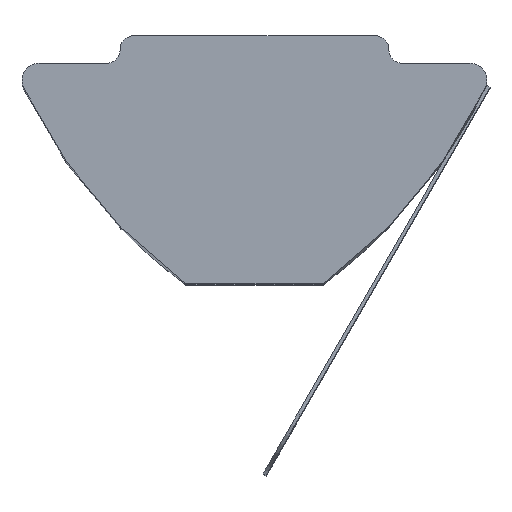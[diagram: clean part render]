
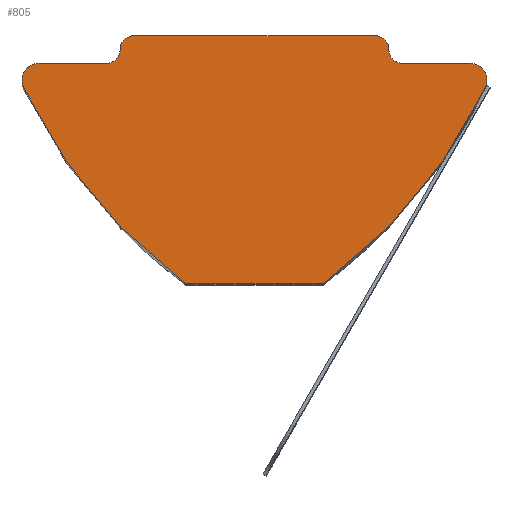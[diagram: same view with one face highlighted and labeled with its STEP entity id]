
A CAD part, top view. The second image highlights one B-rep face of the part: STEP entity #805.
In plain terms, the highlighted planar face has unit normal (0, 0, 1).
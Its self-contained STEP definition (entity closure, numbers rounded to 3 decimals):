
#181=CARTESIAN_POINT('',(-2.0,-7.2,11.0));
#182=VERTEX_POINT('',#181);
#189=CARTESIAN_POINT('',(-6.702,-1.514,11.0));
#190=VERTEX_POINT('',#189);
#191=CARTESIAN_POINT('',(6.854,4.908,11.0));
#192=DIRECTION('',(0.0,0.0,1.0));
#193=DIRECTION('',(1.0,0.0,0.0));
#194=AXIS2_PLACEMENT_3D('',#191,#192,#193);
#195=CIRCLE('',#194,15.0);
#196=EDGE_CURVE('',#190,#182,#195,.T.);
#275=CARTESIAN_POINT('',(6.25,-0.8,11.0));
#276=VERTEX_POINT('',#275);
#283=CARTESIAN_POINT('',(6.702,-1.514,11.0));
#284=VERTEX_POINT('',#283);
#285=CARTESIAN_POINT('',(6.25,-1.3,11.0));
#286=DIRECTION('',(0.0,0.0,1.0));
#287=DIRECTION('',(-1.0,0.0,0.0));
#288=AXIS2_PLACEMENT_3D('',#285,#286,#287);
#289=CIRCLE('',#288,0.5);
#290=EDGE_CURVE('',#284,#276,#289,.T.);
#306=CARTESIAN_POINT('',(-6.25,-0.8,11.0));
#307=VERTEX_POINT('',#306);
#308=CARTESIAN_POINT('',(-6.25,-1.3,11.0));
#309=DIRECTION('',(0.0,0.0,1.0));
#310=DIRECTION('',(1.0,0.0,0.0));
#311=AXIS2_PLACEMENT_3D('',#308,#309,#310);
#312=CIRCLE('',#311,0.5);
#313=EDGE_CURVE('',#307,#190,#312,.T.);
#340=CARTESIAN_POINT('',(2.0,-7.2,11.0));
#341=VERTEX_POINT('',#340);
#348=CARTESIAN_POINT('',(-2.0,-7.2,11.0));
#349=DIRECTION('',(1.0,0.0,0.0));
#350=VECTOR('',#349,4.0);
#351=LINE('',#348,#350);
#352=EDGE_CURVE('',#182,#341,#351,.T.);
#363=CARTESIAN_POINT('',(3.5,0.,11.0));
#364=VERTEX_POINT('',#363);
#365=CARTESIAN_POINT('',(-3.5,0.,11.0));
#366=VERTEX_POINT('',#365);
#367=CARTESIAN_POINT('',(3.5,0.,11.0));
#368=DIRECTION('',(-1.0,0.0,0.0));
#369=VECTOR('',#368,7.);
#370=LINE('',#367,#369);
#371=EDGE_CURVE('',#364,#366,#370,.T.);
#648=CARTESIAN_POINT('',(-4.3,-0.8,11.0));
#649=VERTEX_POINT('',#648);
#650=CARTESIAN_POINT('',(-4.3,-0.8,11.0));
#651=DIRECTION('',(-1.0,0.0,0.0));
#652=VECTOR('',#651,1.95);
#653=LINE('',#650,#652);
#654=EDGE_CURVE('',#649,#307,#653,.T.);
#689=CARTESIAN_POINT('',(-6.854,4.908,11.0));
#690=DIRECTION('',(0.0,0.0,1.0));
#691=DIRECTION('',(-1.0,0.0,0.0));
#692=AXIS2_PLACEMENT_3D('',#689,#690,#691);
#693=CIRCLE('',#692,15.0);
#694=EDGE_CURVE('',#341,#284,#693,.T.);
#740=CARTESIAN_POINT('',(4.3,-0.8,11.0));
#741=VERTEX_POINT('',#740);
#748=CARTESIAN_POINT('',(6.25,-0.8,11.0));
#749=DIRECTION('',(-1.0,0.0,0.0));
#750=VECTOR('',#749,1.95);
#751=LINE('',#748,#750);
#752=EDGE_CURVE('',#276,#741,#751,.T.);
#758=CARTESIAN_POINT('',(-6.25,-1.3,11.0));
#759=DIRECTION('',(0.0,0.0,1.0));
#760=DIRECTION('',(1.0,0.0,0.0));
#761=AXIS2_PLACEMENT_3D('',#758,#759,#760);
#762=PLANE('',#761);
#763=ORIENTED_EDGE('',*,*,#752,.T.);
#764=CARTESIAN_POINT('',(3.9,-0.4,11.0));
#765=VERTEX_POINT('',#764);
#766=CARTESIAN_POINT('',(4.3,-0.4,11.0));
#767=DIRECTION('',(0.0,0.0,-1.0));
#768=DIRECTION('',(1.0,0.0,0.0));
#769=AXIS2_PLACEMENT_3D('',#766,#767,#768);
#770=CIRCLE('',#769,0.4);
#771=EDGE_CURVE('',#741,#765,#770,.T.);
#772=ORIENTED_EDGE('',*,*,#771,.T.);
#773=CARTESIAN_POINT('',(3.5,-0.4,11.0));
#774=DIRECTION('',(0.0,0.0,1.0));
#775=DIRECTION('',(1.0,0.0,0.0));
#776=AXIS2_PLACEMENT_3D('',#773,#774,#775);
#777=CIRCLE('',#776,0.4);
#778=EDGE_CURVE('',#765,#364,#777,.T.);
#779=ORIENTED_EDGE('',*,*,#778,.T.);
#780=ORIENTED_EDGE('',*,*,#371,.T.);
#781=CARTESIAN_POINT('',(-3.9,-0.4,11.0));
#782=VERTEX_POINT('',#781);
#783=CARTESIAN_POINT('',(-3.5,-0.4,11.0));
#784=DIRECTION('',(0.0,0.0,1.0));
#785=DIRECTION('',(1.0,0.0,0.0));
#786=AXIS2_PLACEMENT_3D('',#783,#784,#785);
#787=CIRCLE('',#786,0.4);
#788=EDGE_CURVE('',#366,#782,#787,.T.);
#789=ORIENTED_EDGE('',*,*,#788,.T.);
#790=CARTESIAN_POINT('',(-4.3,-0.4,11.0));
#791=DIRECTION('',(0.0,0.0,-1.0));
#792=DIRECTION('',(1.0,0.0,0.0));
#793=AXIS2_PLACEMENT_3D('',#790,#791,#792);
#794=CIRCLE('',#793,0.4);
#795=EDGE_CURVE('',#782,#649,#794,.T.);
#796=ORIENTED_EDGE('',*,*,#795,.T.);
#797=ORIENTED_EDGE('',*,*,#654,.T.);
#798=ORIENTED_EDGE('',*,*,#313,.T.);
#799=ORIENTED_EDGE('',*,*,#196,.T.);
#800=ORIENTED_EDGE('',*,*,#352,.T.);
#801=ORIENTED_EDGE('',*,*,#694,.T.);
#802=ORIENTED_EDGE('',*,*,#290,.T.);
#803=EDGE_LOOP('',(#763,#772,#779,#780,#789,#796,#797,#798,#799,#800,#801,#802));
#804=FACE_OUTER_BOUND('',#803,.T.);
#805=ADVANCED_FACE('',(#804),#762,.T.);
